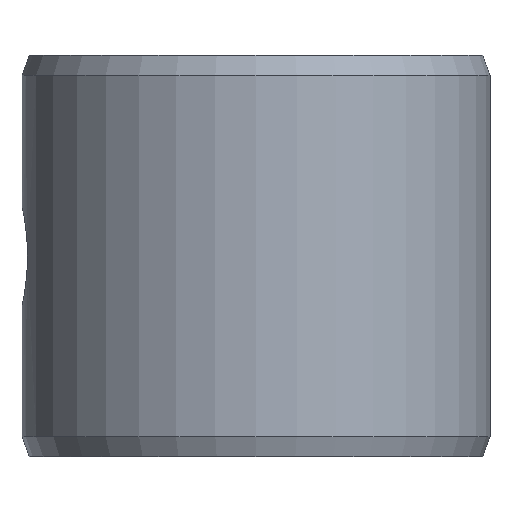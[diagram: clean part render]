
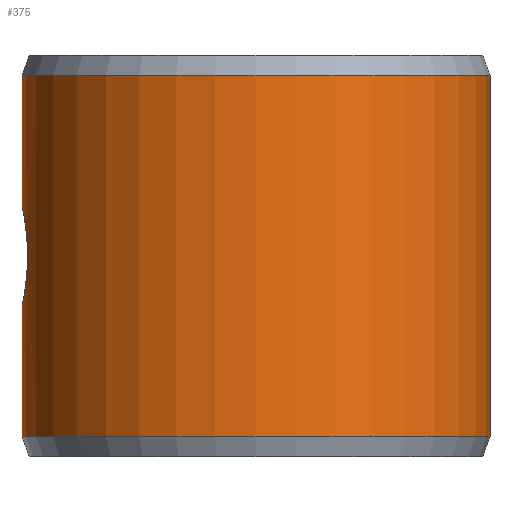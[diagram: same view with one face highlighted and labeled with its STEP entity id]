
A CAD part, left-side view. The second image highlights one B-rep face of the part: STEP entity #375.
In plain terms, the highlighted cylindrical face has radius 7 mm (diameter 14 mm), a partial arc.
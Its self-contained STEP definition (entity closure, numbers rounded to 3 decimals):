
#65=CARTESIAN_POINT('',(0.,7.,1.5));
#66=CARTESIAN_POINT('',(-0.086,7.,1.5));
#67=CARTESIAN_POINT('',(-0.257,6.997,1.486));
#68=CARTESIAN_POINT('',(-0.517,6.982,1.416));
#69=CARTESIAN_POINT('',(-0.755,6.96,1.305));
#70=CARTESIAN_POINT('',(-0.971,6.933,1.153));
#71=CARTESIAN_POINT('',(-1.154,6.905,0.97));
#72=CARTESIAN_POINT('',(-1.306,6.878,0.754));
#73=CARTESIAN_POINT('',(-1.416,6.855,0.517));
#74=CARTESIAN_POINT('',(-1.485,6.841,0.261));
#75=CARTESIAN_POINT('',(-1.5,6.837,0.088));
#76=CARTESIAN_POINT('',(-1.5,6.837,0.));
#78=CARTESIAN_POINT('',(0.,0.,5.4));
#79=DIRECTION('',(0.,0.,-1.));
#80=DIRECTION('',(0.,-1.,0.));
#81=AXIS2_PLACEMENT_3D('',#78,#79,#80);
#83=CARTESIAN_POINT('',(-1.5,6.837,0.));
#84=CARTESIAN_POINT('',(-1.5,6.837,-0.099));
#85=CARTESIAN_POINT('',(-1.481,6.842,-0.294));
#86=CARTESIAN_POINT('',(-1.394,6.86,-0.579));
#87=CARTESIAN_POINT('',(-1.255,6.887,-0.84));
#88=CARTESIAN_POINT('',(-1.068,6.919,-1.067));
#89=CARTESIAN_POINT('',(-0.84,6.951,-1.254));
#90=CARTESIAN_POINT('',(-0.58,6.978,-1.394));
#91=CARTESIAN_POINT('',(-0.29,6.996,-1.482));
#92=CARTESIAN_POINT('',(-0.098,7.,-1.5));
#93=CARTESIAN_POINT('',(0.,7.,-1.5));
#120=DIRECTION('',(0.,0.,-1.));
#121=VECTOR('',#120,3.9);
#122=CARTESIAN_POINT('',(0.,7.,-1.5));
#123=LINE('',#122,#121);
#124=DIRECTION('',(0.,0.,-1.));
#125=VECTOR('',#124,10.8);
#126=CARTESIAN_POINT('',(0.,-7.,5.4));
#127=LINE('',#126,#125);
#133=DIRECTION('',(0.,0.,-1.));
#134=VECTOR('',#133,3.9);
#135=CARTESIAN_POINT('',(0.,7.,5.4));
#136=LINE('',#135,#134);
#199=CARTESIAN_POINT('',(0.,0.,-5.4));
#200=DIRECTION('',(0.,0.,-1.));
#201=DIRECTION('',(0.,-1.,0.));
#202=AXIS2_PLACEMENT_3D('',#199,#200,#201);
#250=CARTESIAN_POINT('',(0.,-7.,5.4));
#252=VERTEX_POINT('',#250);
#253=CARTESIAN_POINT('',(0.,-7.,-5.4));
#254=VERTEX_POINT('',#253);
#266=CARTESIAN_POINT('',(0.,7.,5.4));
#268=VERTEX_POINT('',#266);
#269=CARTESIAN_POINT('',(0.,7.,-5.4));
#271=VERTEX_POINT('',#269);
#277=VERTEX_POINT('',#65);
#278=VERTEX_POINT('',#76);
#279=VERTEX_POINT('',#93);
#355=CARTESIAN_POINT('',(0.,0.,6.6));
#356=DIRECTION('',(0.,0.,-1.));
#357=DIRECTION('',(0.,-1.,0.));
#358=AXIS2_PLACEMENT_3D('',#355,#356,#357);
#359=CYLINDRICAL_SURFACE('',#358,7.);
#360=ORIENTED_EDGE('',*,*,#341,.F.);
#362=ORIENTED_EDGE('',*,*,#361,.F.);
#364=ORIENTED_EDGE('',*,*,#363,.F.);
#366=ORIENTED_EDGE('',*,*,#365,.T.);
#368=ORIENTED_EDGE('',*,*,#367,.T.);
#370=ORIENTED_EDGE('',*,*,#369,.F.);
#372=ORIENTED_EDGE('',*,*,#371,.F.);
#373=EDGE_LOOP('',(#360,#362,#364,#366,#368,#370,#372));
#374=FACE_OUTER_BOUND('',#373,.F.);
#375=ADVANCED_FACE('',(#374),#359,.T.);
#77=B_SPLINE_CURVE_WITH_KNOTS('',3,(#65,#66,#67,#68,#69,#70,#71,#72,#73,#74,#75,
#76),.UNSPECIFIED.,.F.,.F.,(4,1,1,1,1,1,1,1,1,4),(0.,0.111,
0.222,0.333,0.444,0.556,
0.667,0.778,0.889,1.),.UNSPECIFIED.);
#82=CIRCLE('',#81,7.);
#94=B_SPLINE_CURVE_WITH_KNOTS('',3,(#83,#84,#85,#86,#87,#88,#89,#90,#91,#92,
#93),.UNSPECIFIED.,.F.,.F.,(4,1,1,1,1,1,1,1,4),(0.,0.125,0.25,0.375,
0.5,0.625,0.75,0.875,1.),.UNSPECIFIED.);
#203=CIRCLE('',#202,7.);
#341=EDGE_CURVE('',#277,#278,#77,.T.);
#361=EDGE_CURVE('',#268,#277,#136,.T.);
#363=EDGE_CURVE('',#252,#268,#82,.T.);
#365=EDGE_CURVE('',#252,#254,#127,.T.);
#367=EDGE_CURVE('',#254,#271,#203,.T.);
#369=EDGE_CURVE('',#279,#271,#123,.T.);
#371=EDGE_CURVE('',#278,#279,#94,.T.);
